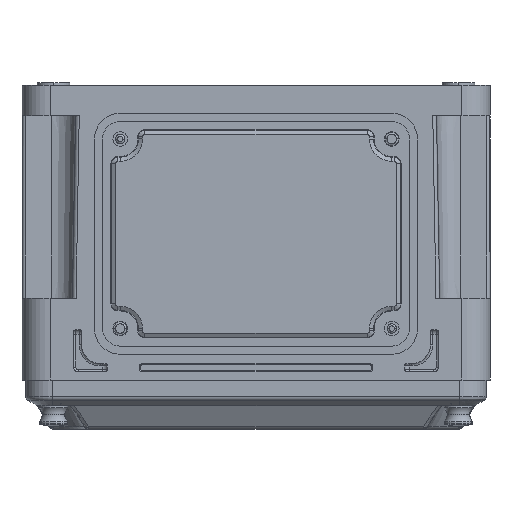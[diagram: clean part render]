
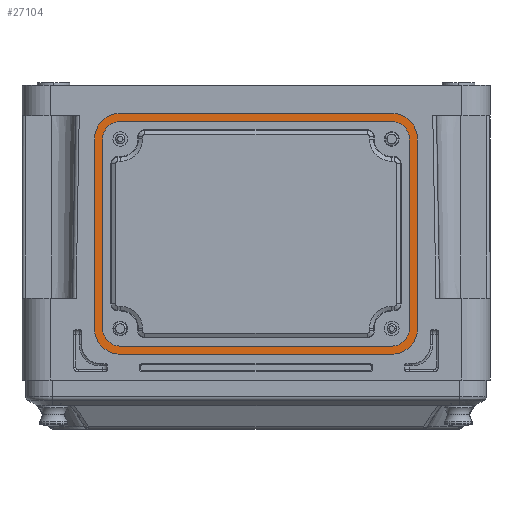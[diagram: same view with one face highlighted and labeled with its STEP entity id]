
A CAD part, left-side view. The second image highlights one B-rep face of the part: STEP entity #27104.
In plain terms, the highlighted planar face has unit normal (-1, 0, 0).
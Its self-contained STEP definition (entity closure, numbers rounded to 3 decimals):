
#17 = VERTEX_POINT ( 'NONE', #29863 ) ;
#533 = EDGE_CURVE ( 'NONE', #12931, #17, #33750, .T. ) ;
#1139 = CARTESIAN_POINT ( 'NONE',  ( -146.5, 58., 14.5 ) ) ;
#1206 = AXIS2_PLACEMENT_3D ( 'NONE', #2200, #32621, #6581 ) ;
#1878 = CIRCLE ( 'NONE', #55585, 11. ) ;
#1920 = CARTESIAN_POINT ( 'NONE',  ( -146.5, 65.5, 103. ) ) ;
#2200 = CARTESIAN_POINT ( 'NONE',  ( -146.5, 58., 22. ) ) ;
#2385 = DIRECTION ( 'NONE',  ( 0., 1., 0. ) ) ;
#2810 = DIRECTION ( 'NONE',  ( 0., -1., 0. ) ) ;
#3147 = EDGE_CURVE ( 'NONE', #8006, #11332, #30137, .T. ) ;
#3286 = EDGE_LOOP ( 'NONE', ( #5395, #40233, #23532, #26245, #46378, #50212, #13174, #55720 ) ) ;
#3644 = VECTOR ( 'NONE', #49728, 1000. ) ;
#3834 = EDGE_CURVE ( 'NONE', #52794, #29007, #35585, .T. ) ;
#5122 = ORIENTED_EDGE ( 'NONE', *, *, #55028, .F. ) ;
#5395 = ORIENTED_EDGE ( 'NONE', *, *, #3834, .T. ) ;
#5656 = CARTESIAN_POINT ( 'NONE',  ( -146.5, -58., 22. ) ) ;
#5671 = CARTESIAN_POINT ( 'NONE',  ( -146.5, -69., 103. ) ) ;
#6581 = DIRECTION ( 'NONE',  ( 0., -1., 0. ) ) ;
#6646 = EDGE_CURVE ( 'NONE', #29426, #20305, #16286, .T. ) ;
#6895 = CARTESIAN_POINT ( 'NONE',  ( -146.5, -65.5, 103. ) ) ;
#7150 = CARTESIAN_POINT ( 'NONE',  ( -146.5, -69., 22. ) ) ;
#7223 = VECTOR ( 'NONE', #15917, 1000. ) ;
#7301 = CARTESIAN_POINT ( 'NONE',  ( -146.5, -65.5, 22. ) ) ;
#7551 = EDGE_CURVE ( 'NONE', #48166, #52794, #50704, .T. ) ;
#8006 = VERTEX_POINT ( 'NONE', #1139 ) ;
#8261 = CIRCLE ( 'NONE', #29229, 11. ) ;
#8331 = DIRECTION ( 'NONE',  ( -1., 0., 0. ) ) ;
#8628 = PLANE ( 'NONE',  #51911 ) ;
#8751 = DIRECTION ( 'NONE',  ( -1., 0., 0. ) ) ;
#9556 = EDGE_CURVE ( 'NONE', #38411, #12931, #9689, .T. ) ;
#9689 = LINE ( 'NONE', #38780, #43015 ) ;
#10044 = DIRECTION ( 'NONE',  ( 0., -1., 0. ) ) ;
#10945 = ORIENTED_EDGE ( 'NONE', *, *, #6646, .F. ) ;
#11332 = VERTEX_POINT ( 'NONE', #15527 ) ;
#11765 = CARTESIAN_POINT ( 'NONE',  ( -146.5, -58., 110.5 ) ) ;
#11864 = VERTEX_POINT ( 'NONE', #1920 ) ;
#12510 = CARTESIAN_POINT ( 'NONE',  ( -146.5, 58., 103. ) ) ;
#12931 = VERTEX_POINT ( 'NONE', #36242 ) ;
#13174 = ORIENTED_EDGE ( 'NONE', *, *, #16581, .T. ) ;
#13592 = CIRCLE ( 'NONE', #51936, 7.5 ) ;
#14432 = CARTESIAN_POINT ( 'NONE',  ( -146.5, 69., 22. ) ) ;
#14482 = CARTESIAN_POINT ( 'NONE',  ( -146.5, -58., 103. ) ) ;
#15158 = AXIS2_PLACEMENT_3D ( 'NONE', #34748, #8751, #39139 ) ;
#15527 = CARTESIAN_POINT ( 'NONE',  ( -146.5, -58., 14.5 ) ) ;
#15917 = DIRECTION ( 'NONE',  ( 0., 0., 1. ) ) ;
#16286 = LINE ( 'NONE', #54538, #25146 ) ;
#16331 = AXIS2_PLACEMENT_3D ( 'NONE', #12510, #42906, #16855 ) ;
#16581 = EDGE_CURVE ( 'NONE', #27857, #48166, #8261, .T. ) ;
#16855 = DIRECTION ( 'NONE',  ( 0., -1., 0. ) ) ;
#18075 = EDGE_CURVE ( 'NONE', #11332, #47058, #13592, .T. ) ;
#18421 = CIRCLE ( 'NONE', #56061, 7.5 ) ;
#18591 = EDGE_CURVE ( 'NONE', #24851, #38411, #1878, .T. ) ;
#18845 = ORIENTED_EDGE ( 'NONE', *, *, #3147, .F. ) ;
#18871 = DIRECTION ( 'NONE',  ( 0., 1., 0. ) ) ;
#19346 = CARTESIAN_POINT ( 'NONE',  ( -146.5, 58., 110.5 ) ) ;
#19571 = ORIENTED_EDGE ( 'NONE', *, *, #36338, .F. ) ;
#20213 = DIRECTION ( 'NONE',  ( 0., 0., -1. ) ) ;
#20305 = VERTEX_POINT ( 'NONE', #19346 ) ;
#21485 = LINE ( 'NONE', #27107, #44591 ) ;
#21574 = DIRECTION ( 'NONE',  ( 0., -1., 0. ) ) ;
#21580 = EDGE_CURVE ( 'NONE', #20305, #11864, #44652, .T. ) ;
#21980 = DIRECTION ( 'NONE',  ( 0., -1., 0. ) ) ;
#22781 = CARTESIAN_POINT ( 'NONE',  ( -146.5, 58., 22. ) ) ;
#23532 = ORIENTED_EDGE ( 'NONE', *, *, #18591, .T. ) ;
#24851 = VERTEX_POINT ( 'NONE', #14432 ) ;
#25146 = VECTOR ( 'NONE', #2385, 1000. ) ;
#26245 = ORIENTED_EDGE ( 'NONE', *, *, #9556, .T. ) ;
#27068 = DIRECTION ( 'NONE',  ( 0., -1., 0. ) ) ;
#27104 = ADVANCED_FACE ( 'NONE', ( #29150, #48256 ), #8628, .T. ) ;
#27107 = CARTESIAN_POINT ( 'NONE',  ( -146.5, -65.5, 22. ) ) ;
#27532 = EDGE_CURVE ( 'NONE', #29007, #24851, #46150, .T. ) ;
#27857 = VERTEX_POINT ( 'NONE', #5671 ) ;
#28897 = DIRECTION ( 'NONE',  ( -1., 0., 0. ) ) ;
#28906 = CARTESIAN_POINT ( 'NONE',  ( -146.5, 69., 103. ) ) ;
#29007 = VERTEX_POINT ( 'NONE', #28906 ) ;
#29150 = FACE_OUTER_BOUND ( 'NONE', #3286, .T. ) ;
#29192 = CARTESIAN_POINT ( 'NONE',  ( -146.5, 65.5, 22. ) ) ;
#29229 = AXIS2_PLACEMENT_3D ( 'NONE', #14482, #44882, #18871 ) ;
#29426 = VERTEX_POINT ( 'NONE', #11765 ) ;
#29863 = CARTESIAN_POINT ( 'NONE',  ( -146.5, -69., 22. ) ) ;
#30137 = LINE ( 'NONE', #38262, #52719 ) ;
#31396 = ORIENTED_EDGE ( 'NONE', *, *, #50402, .F. ) ;
#32452 = CARTESIAN_POINT ( 'NONE',  ( -146.5, -58., 114. ) ) ;
#32555 = CARTESIAN_POINT ( 'NONE',  ( -146.5, 65.5, 103. ) ) ;
#32621 = DIRECTION ( 'NONE',  ( -1., 0., 0. ) ) ;
#32911 = CIRCLE ( 'NONE', #1206, 7.5 ) ;
#33062 = CARTESIAN_POINT ( 'NONE',  ( -146.5, 69., 22. ) ) ;
#33696 = DIRECTION ( 'NONE',  ( 0., -1., 0. ) ) ;
#33750 = CIRCLE ( 'NONE', #37912, 11. ) ;
#34347 = CARTESIAN_POINT ( 'NONE',  ( -146.5, -58., 22. ) ) ;
#34748 = CARTESIAN_POINT ( 'NONE',  ( -146.5, 58., 103. ) ) ;
#35585 = CIRCLE ( 'NONE', #15158, 11. ) ;
#36059 = DIRECTION ( 'NONE',  ( -1., 0., 0. ) ) ;
#36242 = CARTESIAN_POINT ( 'NONE',  ( -146.5, -58., 11. ) ) ;
#36338 = EDGE_CURVE ( 'NONE', #11864, #43517, #49947, .T. ) ;
#37346 = EDGE_LOOP ( 'NONE', ( #5122, #41025, #18845, #31396, #19571, #55743, #10945, #40461 ) ) ;
#37912 = AXIS2_PLACEMENT_3D ( 'NONE', #34347, #8331, #38714 ) ;
#38262 = CARTESIAN_POINT ( 'NONE',  ( -146.5, 58., 14.5 ) ) ;
#38411 = VERTEX_POINT ( 'NONE', #53946 ) ;
#38714 = DIRECTION ( 'NONE',  ( 0., -1., 0. ) ) ;
#38780 = CARTESIAN_POINT ( 'NONE',  ( -146.5, 58., 11. ) ) ;
#39105 = VECTOR ( 'NONE', #53864, 1000. ) ;
#39139 = DIRECTION ( 'NONE',  ( 0., -1., 0. ) ) ;
#40233 = ORIENTED_EDGE ( 'NONE', *, *, #27532, .T. ) ;
#40461 = ORIENTED_EDGE ( 'NONE', *, *, #54151, .F. ) ;
#41025 = ORIENTED_EDGE ( 'NONE', *, *, #18075, .F. ) ;
#41928 = LINE ( 'NONE', #7150, #7223 ) ;
#42906 = DIRECTION ( 'NONE',  ( -1., 0., 0. ) ) ;
#43015 = VECTOR ( 'NONE', #21574, 1000. ) ;
#43517 = VERTEX_POINT ( 'NONE', #29192 ) ;
#43628 = CARTESIAN_POINT ( 'NONE',  ( -146.5, 58., 103. ) ) ;
#44591 = VECTOR ( 'NONE', #53197, 1000. ) ;
#44652 = CIRCLE ( 'NONE', #16331, 7.5 ) ;
#44798 = VECTOR ( 'NONE', #20213, 1000. ) ;
#44882 = DIRECTION ( 'NONE',  ( -1., 0., 0. ) ) ;
#46150 = LINE ( 'NONE', #33062, #44798 ) ;
#46378 = ORIENTED_EDGE ( 'NONE', *, *, #533, .T. ) ;
#47058 = VERTEX_POINT ( 'NONE', #7301 ) ;
#47175 = CARTESIAN_POINT ( 'NONE',  ( -146.5, 58., 114. ) ) ;
#48015 = DIRECTION ( 'NONE',  ( -1., 0., 0. ) ) ;
#48166 = VERTEX_POINT ( 'NONE', #32452 ) ;
#48256 = FACE_BOUND ( 'NONE', #37346, .T. ) ;
#48815 = EDGE_CURVE ( 'NONE', #17, #27857, #41928, .T. ) ;
#49408 = VERTEX_POINT ( 'NONE', #6895 ) ;
#49728 = DIRECTION ( 'NONE',  ( 0., 0., -1. ) ) ;
#49947 = LINE ( 'NONE', #32555, #3644 ) ;
#50212 = ORIENTED_EDGE ( 'NONE', *, *, #48815, .T. ) ;
#50402 = EDGE_CURVE ( 'NONE', #43517, #8006, #32911, .T. ) ;
#50704 = LINE ( 'NONE', #53669, #39105 ) ;
#51911 = AXIS2_PLACEMENT_3D ( 'NONE', #43628, #48015, #21980 ) ;
#51936 = AXIS2_PLACEMENT_3D ( 'NONE', #5656, #36059, #10044 ) ;
#52719 = VECTOR ( 'NONE', #33696, 1000. ) ;
#52794 = VERTEX_POINT ( 'NONE', #47175 ) ;
#53163 = DIRECTION ( 'NONE',  ( -1., 0., 0. ) ) ;
#53197 = DIRECTION ( 'NONE',  ( 0., 0., 1. ) ) ;
#53669 = CARTESIAN_POINT ( 'NONE',  ( -146.5, 58., 114. ) ) ;
#53864 = DIRECTION ( 'NONE',  ( 0., 1., 0. ) ) ;
#53946 = CARTESIAN_POINT ( 'NONE',  ( -146.5, 58., 11. ) ) ;
#54151 = EDGE_CURVE ( 'NONE', #49408, #29426, #18421, .T. ) ;
#54538 = CARTESIAN_POINT ( 'NONE',  ( -146.5, -58., 110.5 ) ) ;
#54957 = CARTESIAN_POINT ( 'NONE',  ( -146.5, -58., 103. ) ) ;
#55028 = EDGE_CURVE ( 'NONE', #47058, #49408, #21485, .T. ) ;
#55585 = AXIS2_PLACEMENT_3D ( 'NONE', #22781, #53163, #27068 ) ;
#55720 = ORIENTED_EDGE ( 'NONE', *, *, #7551, .T. ) ;
#55743 = ORIENTED_EDGE ( 'NONE', *, *, #21580, .F. ) ;
#56061 = AXIS2_PLACEMENT_3D ( 'NONE', #54957, #28897, #2810 ) ;
